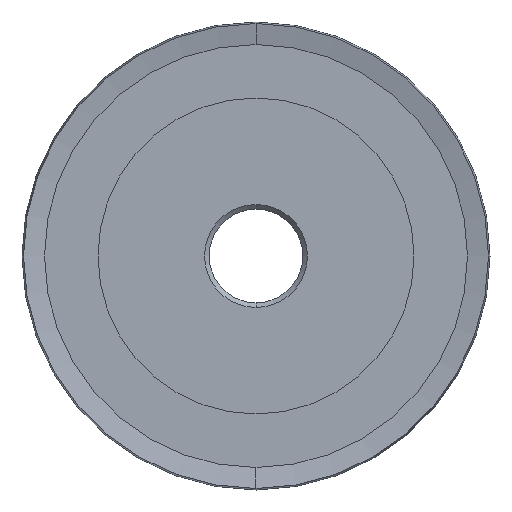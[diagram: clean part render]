
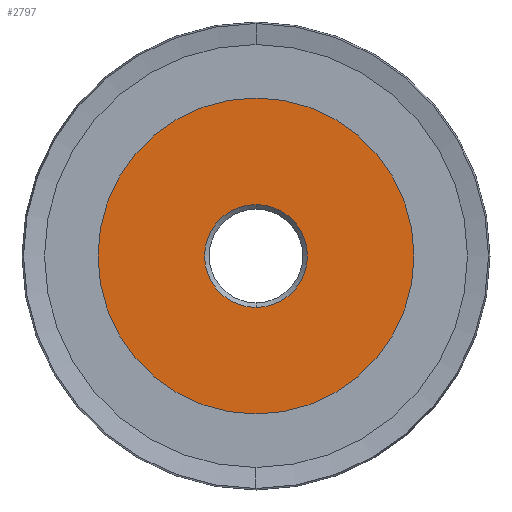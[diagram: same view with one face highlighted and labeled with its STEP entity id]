
A CAD part, left-side view. The second image highlights one B-rep face of the part: STEP entity #2797.
In plain terms, the highlighted planar face has unit normal (-1, 0, 0).
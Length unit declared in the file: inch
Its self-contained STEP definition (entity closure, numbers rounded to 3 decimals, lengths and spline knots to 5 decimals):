
#146 = DIRECTION ( 'NONE',  ( 0., 0., 1. ) ) ;
#538 = ORIENTED_EDGE ( 'NONE', *, *, #5023, .T. ) ;
#1005 = AXIS2_PLACEMENT_3D ( 'NONE', #1768, #5684, #2331 ) ;
#1063 = DIRECTION ( 'NONE',  ( -1., 0., 0. ) ) ;
#1087 = AXIS2_PLACEMENT_3D ( 'NONE', #4476, #1063, #5022 ) ;
#1104 = FACE_OUTER_BOUND ( 'NONE', #4792, .T. ) ;
#1582 = EDGE_CURVE ( 'NONE', #4332, #2780, #3871, .T. ) ;
#1630 = CARTESIAN_POINT ( 'NONE',  ( 0., 0., 0. ) ) ;
#1704 = CARTESIAN_POINT ( 'NONE',  ( 0., 0., 0.275 ) ) ;
#1768 = CARTESIAN_POINT ( 'NONE',  ( 0., 0., 0. ) ) ;
#1984 = CIRCLE ( 'NONE', #1087, 0.844 ) ;
#2147 = DIRECTION ( 'NONE',  ( -1., 0., 0. ) ) ;
#2169 = DIRECTION ( 'NONE',  ( -1., 0., 0. ) ) ;
#2331 = DIRECTION ( 'NONE',  ( 0., 0., 1. ) ) ;
#2617 = EDGE_LOOP ( 'NONE', ( #3975, #4963 ) ) ;
#2761 = DIRECTION ( 'NONE',  ( 0., 0., 1. ) ) ;
#2780 = VERTEX_POINT ( 'NONE', #3318 ) ;
#2797 = ADVANCED_FACE ( 'NONE', ( #3591, #1104 ), #6086, .T. ) ;
#3318 = CARTESIAN_POINT ( 'NONE',  ( 0., 0., -0.275 ) ) ;
#3558 = DIRECTION ( 'NONE',  ( 1., 0., 0. ) ) ;
#3591 = FACE_BOUND ( 'NONE', #2617, .T. ) ;
#3871 = CIRCLE ( 'NONE', #1005, 0.275 ) ;
#3975 = ORIENTED_EDGE ( 'NONE', *, *, #1582, .T. ) ;
#3989 = CARTESIAN_POINT ( 'NONE',  ( 0., 0., -0.844 ) ) ;
#4332 = VERTEX_POINT ( 'NONE', #1704 ) ;
#4362 = VERTEX_POINT ( 'NONE', #3989 ) ;
#4394 = CIRCLE ( 'NONE', #5110, 0.844 ) ;
#4476 = CARTESIAN_POINT ( 'NONE',  ( 0., 0., 0. ) ) ;
#4792 = EDGE_LOOP ( 'NONE', ( #538, #5276 ) ) ;
#4963 = ORIENTED_EDGE ( 'NONE', *, *, #5136, .T. ) ;
#5022 = DIRECTION ( 'NONE',  ( 0., 0., 1. ) ) ;
#5023 = EDGE_CURVE ( 'NONE', #4362, #6444, #1984, .T. ) ;
#5110 = AXIS2_PLACEMENT_3D ( 'NONE', #5515, #2147, #6049 ) ;
#5136 = EDGE_CURVE ( 'NONE', #2780, #4332, #5717, .T. ) ;
#5247 = AXIS2_PLACEMENT_3D ( 'NONE', #6815, #3558, #146 ) ;
#5276 = ORIENTED_EDGE ( 'NONE', *, *, #5671, .T. ) ;
#5382 = AXIS2_PLACEMENT_3D ( 'NONE', #1630, #2169, #2761 ) ;
#5515 = CARTESIAN_POINT ( 'NONE',  ( 0., 0., 0. ) ) ;
#5671 = EDGE_CURVE ( 'NONE', #6444, #4362, #4394, .T. ) ;
#5684 = DIRECTION ( 'NONE',  ( 1., 0., 0. ) ) ;
#5717 = CIRCLE ( 'NONE', #5247, 0.275 ) ;
#5975 = CARTESIAN_POINT ( 'NONE',  ( 0., 0., 0.844 ) ) ;
#6049 = DIRECTION ( 'NONE',  ( 0., 0., 1. ) ) ;
#6086 = PLANE ( 'NONE',  #5382 ) ;
#6444 = VERTEX_POINT ( 'NONE', #5975 ) ;
#6815 = CARTESIAN_POINT ( 'NONE',  ( 0., 0., 0. ) ) ;
